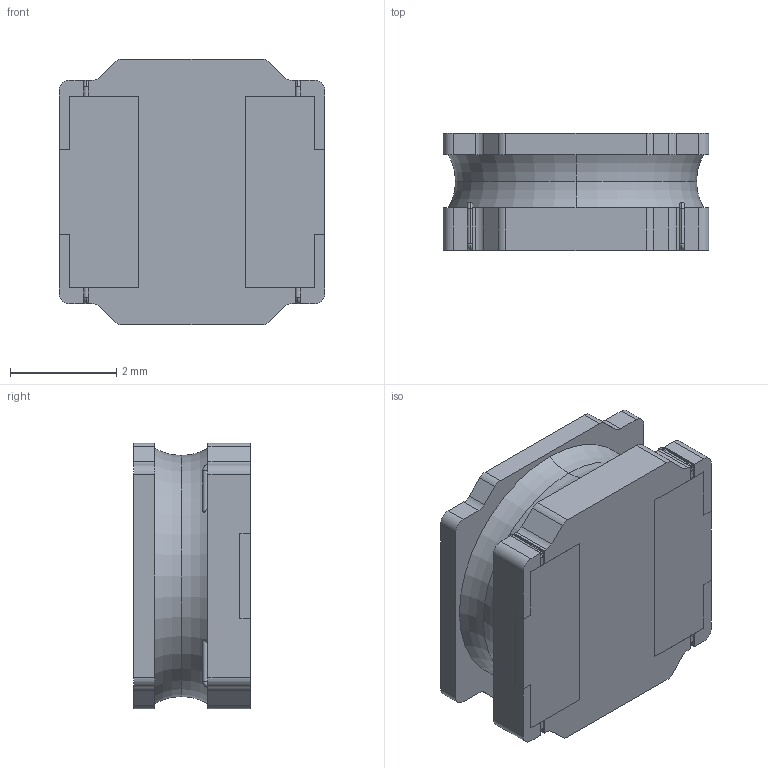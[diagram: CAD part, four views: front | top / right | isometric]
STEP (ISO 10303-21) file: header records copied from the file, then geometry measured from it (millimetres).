
FILE_DESCRIPTION (( 'STEP AP214' ), '1' );
FILE_NAME ('1.STEP', '2019-11-28T09:10:26', ( '' ), ( '' ), 'SwSTEP 2.0', 'SolidWorks 2017', '' );
FILE_SCHEMA (( 'AUTOMOTIVE_DESIGN' ));
Length unit declared in the file: millimetre
Products named in the file (1): 1
Bounding box: 5 x 2.2 x 5 mm (x, y, z)
Volume: 45 mm3; surface area: 197.6 mm2
Topology: 5 solids, 5 shells, 170 faces, 450 edges, 290 vertices
Faces by surface type: plane 90, cylinder 56, torus 24
Entity records: 5382 total; most frequent: CARTESIAN_POINT 983, DIRECTION 926, ORIENTED_EDGE 900, EDGE_CURVE 450, AXIS2_PLACEMENT_3D 313, VECTOR 300, LINE 300, VERTEX_POINT 290
